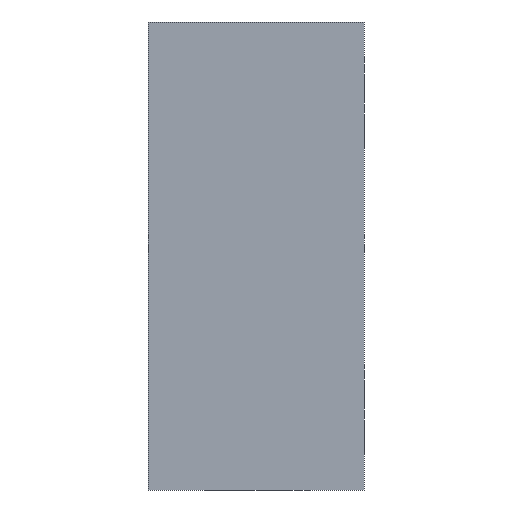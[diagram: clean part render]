
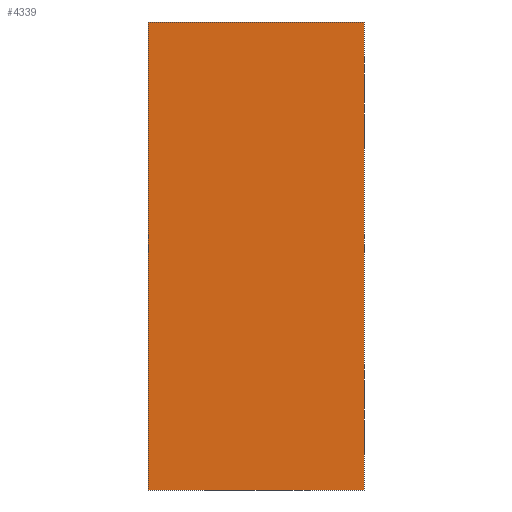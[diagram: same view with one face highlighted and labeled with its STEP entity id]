
A CAD part, front view. The second image highlights one B-rep face of the part: STEP entity #4339.
In plain terms, the highlighted planar face has unit normal (0, -1, 0).
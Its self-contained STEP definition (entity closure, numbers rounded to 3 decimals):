
#36=LINE('',#6854,#280);
#39=LINE('',#6860,#283);
#40=LINE('',#6862,#284);
#41=LINE('',#6864,#285);
#280=VECTOR('',#4996,1000.);
#283=VECTOR('',#5001,1000.);
#284=VECTOR('',#5002,1000.);
#285=VECTOR('',#5003,1000.);
#531=PLANE('',#4632);
#1450=ORIENTED_EDGE('',*,*,#2785,.T.);
#1451=ORIENTED_EDGE('',*,*,#2786,.F.);
#1452=ORIENTED_EDGE('',*,*,#2787,.F.);
#1453=ORIENTED_EDGE('',*,*,#2782,.T.);
#2782=EDGE_CURVE('',#3460,#3459,#36,.T.);
#2785=EDGE_CURVE('',#3459,#3462,#39,.T.);
#2786=EDGE_CURVE('',#3463,#3462,#40,.T.);
#2787=EDGE_CURVE('',#3460,#3463,#41,.T.);
#3459=VERTEX_POINT('',#6853);
#3460=VERTEX_POINT('',#6855);
#3462=VERTEX_POINT('',#6861);
#3463=VERTEX_POINT('',#6863);
#3770=EDGE_LOOP('',(#1450,#1451,#1452,#1453));
#4055=FACE_BOUND('',#3770,.T.);
#4339=ADVANCED_FACE('',(#4055),#531,.F.);
#4632=AXIS2_PLACEMENT_3D('',#6859,#4999,#5000);
#4996=DIRECTION('',(-1.,0.,0.));
#4999=DIRECTION('',(0.,1.,0.));
#5000=DIRECTION('',(0.,0.,1.));
#5001=DIRECTION('',(0.,0.,-1.));
#5002=DIRECTION('',(-1.,0.,0.));
#5003=DIRECTION('',(0.,0.,-1.));
#6853=CARTESIAN_POINT('',(-3.,0.,6.5));
#6854=CARTESIAN_POINT('',(3.,0.,6.5));
#6855=CARTESIAN_POINT('',(3.,0.,6.5));
#6859=CARTESIAN_POINT('',(3.,0.,6.5));
#6860=CARTESIAN_POINT('',(-3.,0.,6.5));
#6861=CARTESIAN_POINT('',(-3.,0.,-6.5));
#6862=CARTESIAN_POINT('',(3.,0.,-6.5));
#6863=CARTESIAN_POINT('',(3.,0.,-6.5));
#6864=CARTESIAN_POINT('',(3.,0.,6.5));
